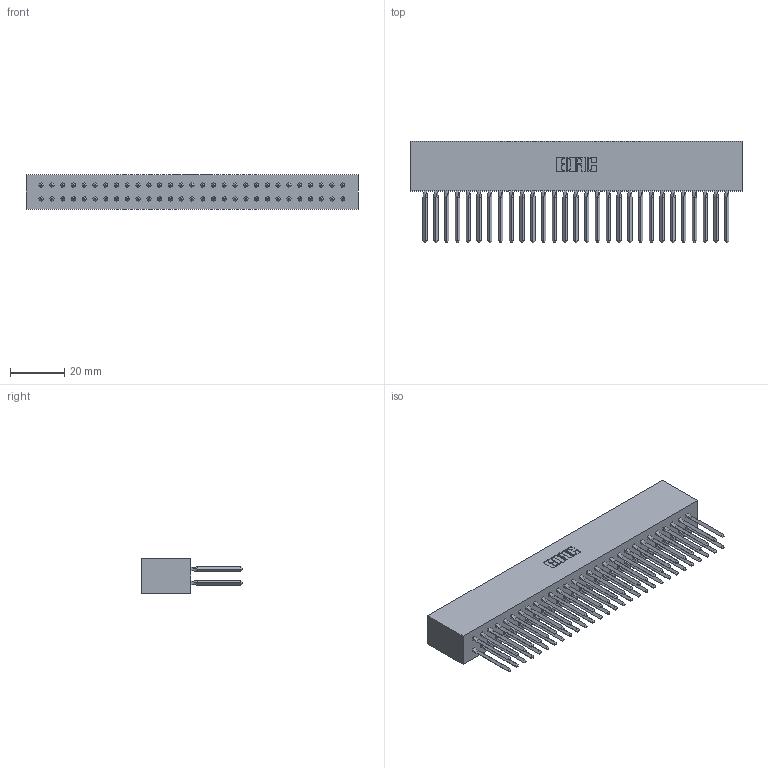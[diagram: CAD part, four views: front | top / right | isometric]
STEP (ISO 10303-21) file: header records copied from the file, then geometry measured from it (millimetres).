
FILE_DESCRIPTION (( 'STEP AP203' ), '1' );
FILE_NAME ('317-058-540-801.STEP', '2020-02-28T04:32:09', ( '' ), ( '' ), 'SwSTEP 2.0', 'SolidWorks 2016', '' );
FILE_SCHEMA (( 'CONFIG_CONTROL_DESIGN' ));
Length unit declared in the file: inch
Products named in the file (3): 317-290-001_540; 317 Part_Lugless; 317-058-540-801
Assembly tree (59 placements, depth 2):
  317-058-540-801
    317 Part_Lugless
    317-290-001_540  x58
Bounding box: 122.12 x 37.34 x 12.7 mm (x, y, z)
Volume: 21850.1 mm3; surface area: 32342.2 mm2
Topology: 59 solids, 59 shells, 5252 faces, 14565 edges, 9380 vertices
Faces by surface type: plane 4284, cylinder 736, bspline 232
Entity records: 43324 total; most frequent: CARTESIAN_POINT 7971, ORIENTED_EDGE 7470, DIRECTION 6225, EDGE_CURVE 3735, VECTOR 3487, LINE 3487, VERTEX_POINT 2483, AXIS2_PLACEMENT_3D 1369
